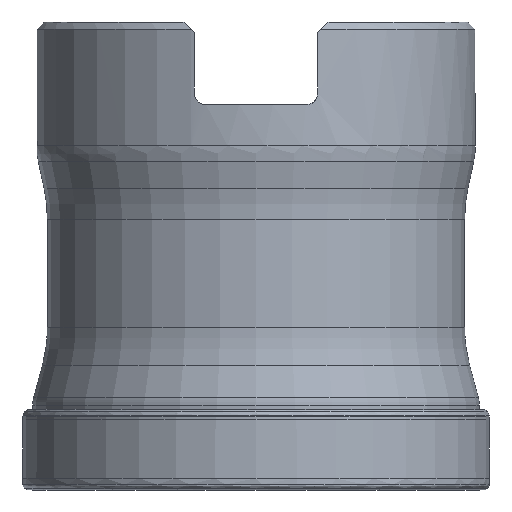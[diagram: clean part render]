
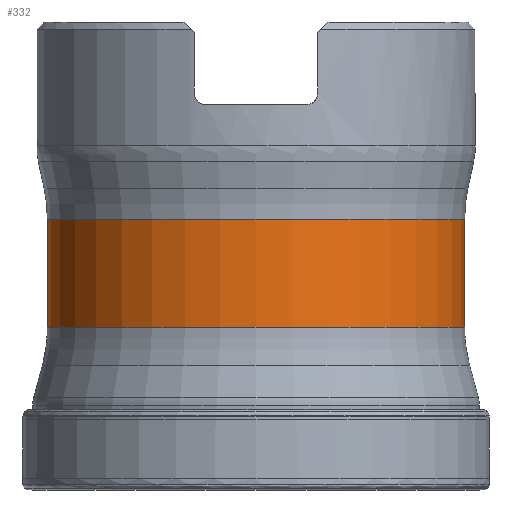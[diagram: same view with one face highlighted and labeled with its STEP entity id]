
A CAD part, front view. The second image highlights one B-rep face of the part: STEP entity #332.
In plain terms, the highlighted cylindrical face has radius 14.269 mm (diameter 28.537 mm), a full revolution.
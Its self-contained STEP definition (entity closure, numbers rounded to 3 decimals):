
#139=CYLINDRICAL_SURFACE('',#1315,14.269);
#221=FACE_BOUND('',#469,.T.);
#222=FACE_BOUND('',#470,.T.);
#332=ADVANCED_FACE('',(#221,#222),#139,.T.);
#469=EDGE_LOOP('',(#709));
#470=EDGE_LOOP('',(#710));
#614=CIRCLE('',#1313,14.269);
#615=CIRCLE('',#1314,14.269);
#709=ORIENTED_EDGE('',*,*,#1112,.T.);
#710=ORIENTED_EDGE('',*,*,#1113,.T.);
#995=VERTEX_POINT('',#1927);
#996=VERTEX_POINT('',#1929);
#1112=EDGE_CURVE('',#995,#995,#614,.T.);
#1113=EDGE_CURVE('',#996,#996,#615,.T.);
#1313=AXIS2_PLACEMENT_3D('',#1926,#1488,#1489);
#1314=AXIS2_PLACEMENT_3D('',#1928,#1490,#1491);
#1315=AXIS2_PLACEMENT_3D('',#1930,#1492,#1493);
#1488=DIRECTION('',(0.,0.,-1.));
#1489=DIRECTION('',(-1.,0.,0.));
#1490=DIRECTION('',(0.,0.,1.));
#1491=DIRECTION('',(-1.,0.,0.));
#1492=DIRECTION('',(0.,0.,-1.));
#1493=DIRECTION('',(-1.,0.,0.));
#1926=CARTESIAN_POINT('',(0.,0.,-13.491));
#1927=CARTESIAN_POINT('',(-14.269,0.,-13.491));
#1928=CARTESIAN_POINT('',(0.,0.,-20.879));
#1929=CARTESIAN_POINT('',(-14.269,0.,-20.879));
#1930=CARTESIAN_POINT('',(0.,0.,0.));
